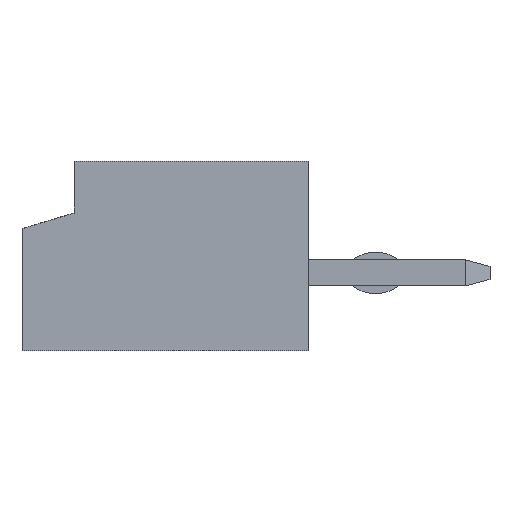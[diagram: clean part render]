
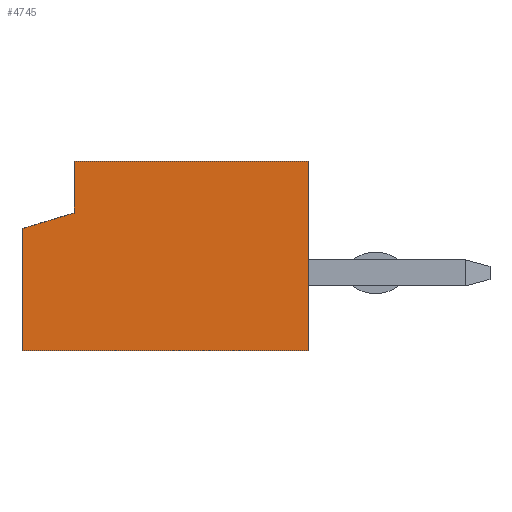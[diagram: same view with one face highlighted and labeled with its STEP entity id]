
A CAD part, left-side view. The second image highlights one B-rep face of the part: STEP entity #4745.
In plain terms, the highlighted planar face has unit normal (-1, 0, 0).
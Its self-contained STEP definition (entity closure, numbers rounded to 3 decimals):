
#49=DIRECTION('',(0.,-1.,0.));
#50=VECTOR('',#49,5.5);
#51=CARTESIAN_POINT('',(-8.,2.75,-1.825));
#52=LINE('',#51,#50);
#549=DIRECTION('',(0.,-1.,0.));
#550=VECTOR('',#549,4.5);
#551=CARTESIAN_POINT('',(-8.,1.75,1.825));
#552=LINE('',#551,#550);
#641=DIRECTION('',(0.,0.,1.));
#642=VECTOR('',#641,3.65);
#643=CARTESIAN_POINT('',(-8.,-2.75,-1.825));
#644=LINE('',#643,#642);
#897=DIRECTION('',(0.,0.,-1.));
#898=VECTOR('',#897,1.);
#899=CARTESIAN_POINT('',(-8.,1.75,1.825));
#900=LINE('',#899,#898);
#901=DIRECTION('',(0.,0.,1.));
#902=VECTOR('',#901,2.35);
#903=CARTESIAN_POINT('',(-8.,2.75,-1.825));
#904=LINE('',#903,#902);
#905=DIRECTION('',(0.,0.958,-0.287));
#906=VECTOR('',#905,1.044);
#907=CARTESIAN_POINT('',(-8.,1.75,0.825));
#908=LINE('',#907,#906);
#2829=CARTESIAN_POINT('',(-8.,2.75,-1.825));
#2830=CARTESIAN_POINT('',(-8.,-2.75,-1.825));
#2831=VERTEX_POINT('',#2829);
#2832=VERTEX_POINT('',#2830);
#2837=CARTESIAN_POINT('',(-8.,-2.75,1.825));
#2838=VERTEX_POINT('',#2837);
#2845=CARTESIAN_POINT('',(-8.,1.75,1.825));
#2847=VERTEX_POINT('',#2845);
#2853=CARTESIAN_POINT('',(-8.,1.75,0.825));
#2854=VERTEX_POINT('',#2853);
#2855=CARTESIAN_POINT('',(-8.,2.75,0.525));
#2856=VERTEX_POINT('',#2855);
#4731=CARTESIAN_POINT('',(-8.,2.75,-1.825));
#4732=DIRECTION('',(-1.,0.,0.));
#4733=DIRECTION('',(0.,-1.,0.));
#4734=AXIS2_PLACEMENT_3D('',#4731,#4732,#4733);
#4735=PLANE('',#4734);
#4736=ORIENTED_EDGE('',*,*,#4092,.F.);
#4737=ORIENTED_EDGE('',*,*,#4175,.T.);
#4738=ORIENTED_EDGE('',*,*,#4265,.F.);
#4739=ORIENTED_EDGE('',*,*,#3726,.F.);
#4741=ORIENTED_EDGE('',*,*,#4740,.T.);
#4742=ORIENTED_EDGE('',*,*,#4060,.F.);
#4743=EDGE_LOOP('',(#4736,#4737,#4738,#4739,#4741,#4742));
#4744=FACE_OUTER_BOUND('',#4743,.F.);
#4745=ADVANCED_FACE('',(#4744),#4735,.T.);
#3726=EDGE_CURVE('',#2831,#2832,#52,.T.);
#4060=EDGE_CURVE('',#2854,#2856,#908,.T.);
#4092=EDGE_CURVE('',#2847,#2854,#900,.T.);
#4175=EDGE_CURVE('',#2847,#2838,#552,.T.);
#4265=EDGE_CURVE('',#2832,#2838,#644,.T.);
#4740=EDGE_CURVE('',#2831,#2856,#904,.T.);
